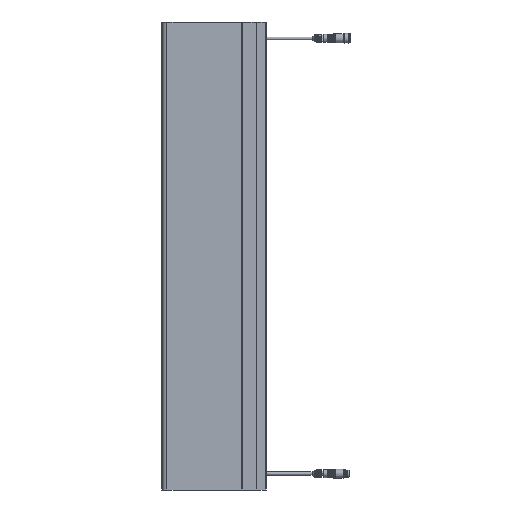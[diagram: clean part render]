
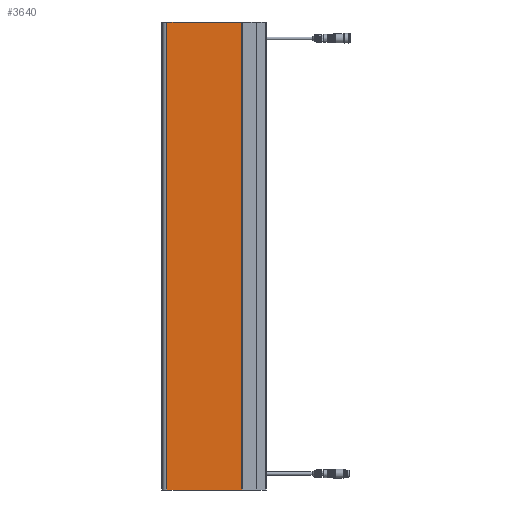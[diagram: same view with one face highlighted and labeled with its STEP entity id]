
A CAD part, left-side view. The second image highlights one B-rep face of the part: STEP entity #3640.
In plain terms, the highlighted planar face has unit normal (-1, 0, 0).
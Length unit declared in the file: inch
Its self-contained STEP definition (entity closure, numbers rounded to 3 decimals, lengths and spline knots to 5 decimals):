
#218 = CARTESIAN_POINT ( 'NONE',  ( -1.06299, 0.9252, 9. ) ) ;
#798 = AXIS2_PLACEMENT_3D ( 'NONE', #13802, #2132, #10287 ) ;
#1411 = LINE ( 'NONE', #11479, #8057 ) ;
#2083 = EDGE_CURVE ( 'NONE', #14925, #10940, #2581, .T. ) ;
#2132 = DIRECTION ( 'NONE',  ( 1., 0., 0. ) ) ;
#2581 = LINE ( 'NONE', #218, #10881 ) ;
#2592 = DIRECTION ( 'NONE',  ( 0., 0., -1. ) ) ;
#2773 = DIRECTION ( 'NONE',  ( 0., 1., 0. ) ) ;
#3107 = LINE ( 'NONE', #6257, #8160 ) ;
#3640 = ADVANCED_FACE ( 'NONE', ( #9368 ), #6491, .F. ) ;
#4402 = ORIENTED_EDGE ( 'NONE', *, *, #14894, .T. ) ;
#4583 = DIRECTION ( 'NONE',  ( 0., 0., -1. ) ) ;
#5967 = CARTESIAN_POINT ( 'NONE',  ( -1.06299, 0.9252, 0. ) ) ;
#6257 = CARTESIAN_POINT ( 'NONE',  ( -1.06299, 1.98819, 0. ) ) ;
#6491 = PLANE ( 'NONE',  #798 ) ;
#6577 = ORIENTED_EDGE ( 'NONE', *, *, #13033, .F. ) ;
#6969 = DIRECTION ( 'NONE',  ( 0., 1., 0. ) ) ;
#7187 = VECTOR ( 'NONE', #4583, 39.37008 ) ;
#7448 = CARTESIAN_POINT ( 'NONE',  ( -1.06299, 3.79921, 18. ) ) ;
#7899 = CARTESIAN_POINT ( 'NONE',  ( -1.06299, 0.9252, 18. ) ) ;
#8054 = CARTESIAN_POINT ( 'NONE',  ( -1.06299, 3.79921, 0. ) ) ;
#8057 = VECTOR ( 'NONE', #6969, 39.37008 ) ;
#8160 = VECTOR ( 'NONE', #2773, 39.37008 ) ;
#9361 = ORIENTED_EDGE ( 'NONE', *, *, #14837, .T. ) ;
#9368 = FACE_OUTER_BOUND ( 'NONE', #12722, .T. ) ;
#9952 = VERTEX_POINT ( 'NONE', #8054 ) ;
#10287 = DIRECTION ( 'NONE',  ( 0., 0., -1. ) ) ;
#10704 = VERTEX_POINT ( 'NONE', #7448 ) ;
#10881 = VECTOR ( 'NONE', #2592, 39.37008 ) ;
#10940 = VERTEX_POINT ( 'NONE', #5967 ) ;
#11479 = CARTESIAN_POINT ( 'NONE',  ( -1.06299, 1.98819, 18. ) ) ;
#12722 = EDGE_LOOP ( 'NONE', ( #13659, #9361, #4402, #6577 ) ) ;
#13033 = EDGE_CURVE ( 'NONE', #10940, #9952, #3107, .T. ) ;
#13106 = LINE ( 'NONE', #13877, #7187 ) ;
#13659 = ORIENTED_EDGE ( 'NONE', *, *, #2083, .F. ) ;
#13802 = CARTESIAN_POINT ( 'NONE',  ( -1.06299, 0.9252, 18. ) ) ;
#13877 = CARTESIAN_POINT ( 'NONE',  ( -1.06299, 3.79921, 9. ) ) ;
#14837 = EDGE_CURVE ( 'NONE', #14925, #10704, #1411, .T. ) ;
#14894 = EDGE_CURVE ( 'NONE', #10704, #9952, #13106, .T. ) ;
#14925 = VERTEX_POINT ( 'NONE', #7899 ) ;
